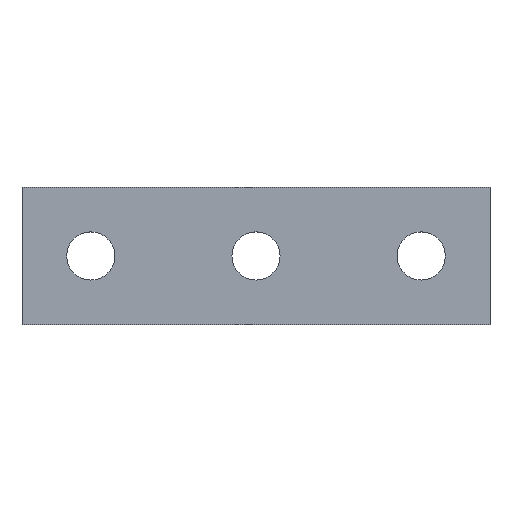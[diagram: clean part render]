
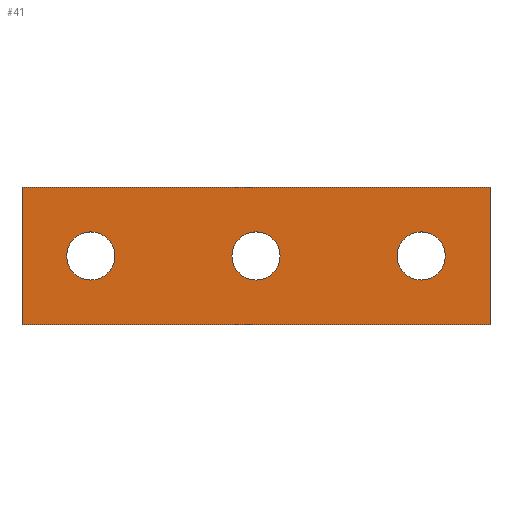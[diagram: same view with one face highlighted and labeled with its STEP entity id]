
A CAD part, top view. The second image highlights one B-rep face of the part: STEP entity #41.
In plain terms, the highlighted planar face has unit normal (0, 0, 1).
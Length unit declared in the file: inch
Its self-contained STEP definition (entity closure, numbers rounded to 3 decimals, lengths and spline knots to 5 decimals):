
#41=ADVANCED_FACE('',(#85,#86,#87,#88),#89,.T.);
#85=FACE_BOUND('',#135,.T.);
#86=FACE_BOUND('',#136,.T.);
#87=FACE_BOUND('',#137,.T.);
#88=FACE_OUTER_BOUND('',#138,.T.);
#89=PLANE('',#139);
#135=EDGE_LOOP('',(#189,#190));
#136=EDGE_LOOP('',(#191,#192));
#137=EDGE_LOOP('',(#193,#194));
#138=EDGE_LOOP('',(#195,#196,#197,#198));
#139=AXIS2_PLACEMENT_3D('',#199,#200,#201);
#189=ORIENTED_EDGE('',*,*,#292,.T.);
#190=ORIENTED_EDGE('',*,*,#290,.T.);
#191=ORIENTED_EDGE('',*,*,#293,.T.);
#192=ORIENTED_EDGE('',*,*,#285,.T.);
#193=ORIENTED_EDGE('',*,*,#294,.T.);
#194=ORIENTED_EDGE('',*,*,#295,.T.);
#195=ORIENTED_EDGE('',*,*,#296,.F.);
#196=ORIENTED_EDGE('',*,*,#297,.F.);
#197=ORIENTED_EDGE('',*,*,#298,.F.);
#198=ORIENTED_EDGE('',*,*,#299,.F.);
#199=CARTESIAN_POINT('',(-2.67717,-0.7874,0.23622));
#200=DIRECTION('',(0.0,0.0,1.0));
#201=DIRECTION('',(1.0,0.0,0.0));
#285=EDGE_CURVE('',#325,#330,#332,.T.);
#290=EDGE_CURVE('',#334,#339,#341,.T.);
#292=EDGE_CURVE('',#339,#334,#343,.T.);
#293=EDGE_CURVE('',#330,#325,#344,.T.);
#294=EDGE_CURVE('',#345,#346,#347,.T.);
#295=EDGE_CURVE('',#346,#345,#348,.T.);
#296=EDGE_CURVE('',#349,#350,#351,.T.);
#297=EDGE_CURVE('',#352,#349,#353,.T.);
#298=EDGE_CURVE('',#354,#352,#355,.T.);
#299=EDGE_CURVE('',#350,#354,#356,.T.);
#325=VERTEX_POINT('',#388);
#330=VERTEX_POINT('',#394);
#332=CIRCLE('',#397,0.27559);
#334=VERTEX_POINT('',#399);
#339=VERTEX_POINT('',#405);
#341=CIRCLE('',#408,0.27559);
#343=CIRCLE('',#410,0.27559);
#344=CIRCLE('',#411,0.27559);
#345=VERTEX_POINT('',#412);
#346=VERTEX_POINT('',#413);
#347=CIRCLE('',#414,0.27559);
#348=CIRCLE('',#415,0.27559);
#349=VERTEX_POINT('',#416);
#350=VERTEX_POINT('',#417);
#351=LINE('',#418,#419);
#352=VERTEX_POINT('',#420);
#353=LINE('',#421,#422);
#354=VERTEX_POINT('',#423);
#355=LINE('',#424,#425);
#356=LINE('',#426,#427);
#388=CARTESIAN_POINT('',(-2.95276,-0.7874,0.23622));
#394=CARTESIAN_POINT('',(-2.40157,-0.7874,0.23622));
#397=AXIS2_PLACEMENT_3D('',#473,#474,#475);
#399=CARTESIAN_POINT('',(-1.06299,-0.7874,0.23622));
#405=CARTESIAN_POINT('',(-0.51181,-0.7874,0.23622));
#408=AXIS2_PLACEMENT_3D('',#481,#482,#483);
#410=AXIS2_PLACEMENT_3D('',#484,#485,#486);
#411=AXIS2_PLACEMENT_3D('',#487,#488,#489);
#412=CARTESIAN_POINT('',(-4.29134,-0.7874,0.23622));
#413=CARTESIAN_POINT('',(-4.84252,-0.7874,0.23622));
#414=AXIS2_PLACEMENT_3D('',#490,#491,#492);
#415=AXIS2_PLACEMENT_3D('',#493,#494,#495);
#416=CARTESIAN_POINT('',(0.0,0.0,0.23622));
#417=CARTESIAN_POINT('',(0.0,-1.5748,0.23622));
#418=CARTESIAN_POINT('',(0.0,0.0,0.23622));
#419=VECTOR('',#496,0.3937);
#420=CARTESIAN_POINT('',(-5.35433,0.0,0.23622));
#421=CARTESIAN_POINT('',(-5.35433,0.0,0.23622));
#422=VECTOR('',#497,0.3937);
#423=CARTESIAN_POINT('',(-5.35433,-1.5748,0.23622));
#424=CARTESIAN_POINT('',(-5.35433,-1.5748,0.23622));
#425=VECTOR('',#498,0.3937);
#426=CARTESIAN_POINT('',(0.0,-1.5748,0.23622));
#427=VECTOR('',#499,0.3937);
#473=CARTESIAN_POINT('',(-2.67717,-0.7874,0.23622));
#474=DIRECTION('',(0.0,0.0,-1.0));
#475=DIRECTION('',(-1.0,0.0,0.0));
#481=CARTESIAN_POINT('',(-0.7874,-0.7874,0.23622));
#482=DIRECTION('',(0.0,0.0,-1.0));
#483=DIRECTION('',(-1.0,0.0,0.0));
#484=CARTESIAN_POINT('',(-0.7874,-0.7874,0.23622));
#485=DIRECTION('',(0.0,0.0,-1.0));
#486=DIRECTION('',(-1.0,0.0,0.0));
#487=CARTESIAN_POINT('',(-2.67717,-0.7874,0.23622));
#488=DIRECTION('',(0.0,0.0,-1.0));
#489=DIRECTION('',(-1.0,0.0,0.0));
#490=CARTESIAN_POINT('',(-4.56693,-0.7874,0.23622));
#491=DIRECTION('',(0.0,0.0,-1.0));
#492=DIRECTION('',(-1.0,0.0,0.0));
#493=CARTESIAN_POINT('',(-4.56693,-0.7874,0.23622));
#494=DIRECTION('',(0.0,0.0,-1.0));
#495=DIRECTION('',(-1.0,0.0,0.0));
#496=DIRECTION('',(0.0,-1.0,0.0));
#497=DIRECTION('',(1.0,0.0,0.0));
#498=DIRECTION('',(0.0,1.0,0.0));
#499=DIRECTION('',(-1.0,0.,0.0));
